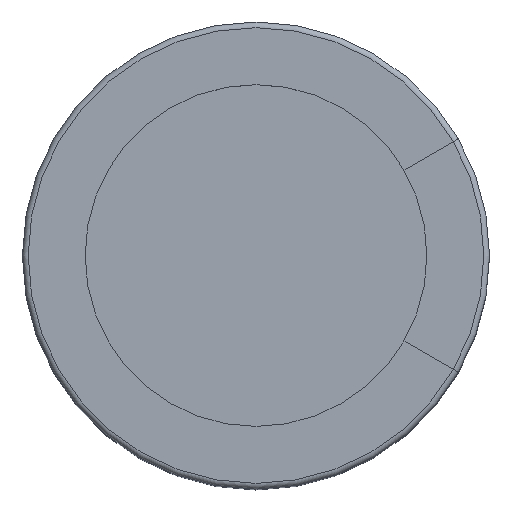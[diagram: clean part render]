
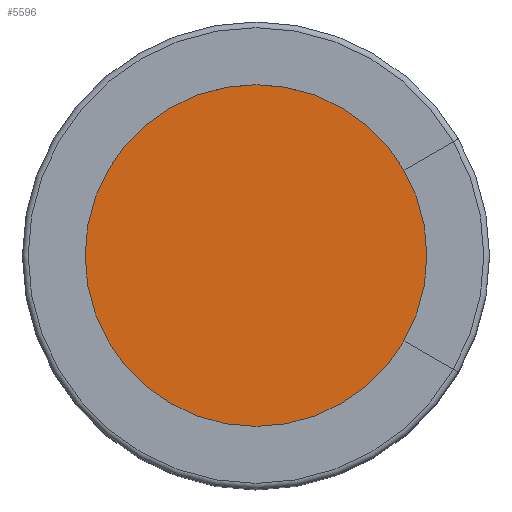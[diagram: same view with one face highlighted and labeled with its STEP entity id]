
A CAD part, top view. The second image highlights one B-rep face of the part: STEP entity #5596.
In plain terms, the highlighted planar face has unit normal (0, 0, 1).
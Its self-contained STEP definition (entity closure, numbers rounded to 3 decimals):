
#5395 = EDGE_CURVE('',#5396,#5396,#5398,.T.);
#5396 = VERTEX_POINT('',#5397);
#5397 = CARTESIAN_POINT('',(3.9,0.,11.3));
#5398 = SURFACE_CURVE('',#5399,(#5404,#5438),.PCURVE_S1.);
#5399 = CIRCLE('',#5400,3.9);
#5400 = AXIS2_PLACEMENT_3D('',#5401,#5402,#5403);
#5401 = CARTESIAN_POINT('',(0.,0.,11.3));
#5402 = DIRECTION('',(0.,0.,-1.));
#5403 = DIRECTION('',(-1.,0.,0.));
#5404 = PCURVE('',#5405,#5410);
#5405 = TOROIDAL_SURFACE('',#5406,3.9,0.1);
#5406 = AXIS2_PLACEMENT_3D('',#5407,#5408,#5409);
#5407 = CARTESIAN_POINT('',(0.,0.,11.2));
#5408 = DIRECTION('',(0.,0.,-1.));
#5409 = DIRECTION('',(-1.,0.,0.));
#5410 = DEFINITIONAL_REPRESENTATION('',(#5411),#5437);
#5411 = B_SPLINE_CURVE_WITH_KNOTS('',3,(#5412,#5413,#5414,#5415,#5416,
    #5417,#5418,#5419,#5420,#5421,#5422,#5423,#5424,#5425,#5426,#5427,
    #5428,#5429,#5430,#5431,#5432,#5433,#5434,#5435,#5436),
  .UNSPECIFIED.,.F.,.F.,(4,1,1,1,1,1,1,1,1,1,1,1,1,1,1,1,1,1,1,1,1,1,4),
  (3.142,3.427,3.713,3.998,
    4.284,4.57,4.855,5.141,
    5.426,5.712,5.998,6.283,
    6.569,6.854,7.14,7.426,
    7.711,7.997,8.282,8.568,
    8.854,9.139,9.425),.UNSPECIFIED.);
#5412 = CARTESIAN_POINT('',(3.142,4.712));
#5413 = CARTESIAN_POINT('',(3.237,4.712));
#5414 = CARTESIAN_POINT('',(3.427,4.712));
#5415 = CARTESIAN_POINT('',(3.713,4.712));
#5416 = CARTESIAN_POINT('',(3.998,4.712));
#5417 = CARTESIAN_POINT('',(4.284,4.712));
#5418 = CARTESIAN_POINT('',(4.57,4.712));
#5419 = CARTESIAN_POINT('',(4.855,4.712));
#5420 = CARTESIAN_POINT('',(5.141,4.712));
#5421 = CARTESIAN_POINT('',(5.426,4.712));
#5422 = CARTESIAN_POINT('',(5.712,4.712));
#5423 = CARTESIAN_POINT('',(5.998,4.712));
#5424 = CARTESIAN_POINT('',(6.283,4.712));
#5425 = CARTESIAN_POINT('',(6.569,4.712));
#5426 = CARTESIAN_POINT('',(6.854,4.712));
#5427 = CARTESIAN_POINT('',(7.14,4.712));
#5428 = CARTESIAN_POINT('',(7.426,4.712));
#5429 = CARTESIAN_POINT('',(7.711,4.712));
#5430 = CARTESIAN_POINT('',(7.997,4.712));
#5431 = CARTESIAN_POINT('',(8.282,4.712));
#5432 = CARTESIAN_POINT('',(8.568,4.712));
#5433 = CARTESIAN_POINT('',(8.854,4.712));
#5434 = CARTESIAN_POINT('',(9.139,4.712));
#5435 = CARTESIAN_POINT('',(9.33,4.712));
#5436 = CARTESIAN_POINT('',(9.425,4.712));
#5437 = ( GEOMETRIC_REPRESENTATION_CONTEXT(2) 
PARAMETRIC_REPRESENTATION_CONTEXT() REPRESENTATION_CONTEXT('2D SPACE',''
  ) );
#5438 = PCURVE('',#5439,#5444);
#5439 = PLANE('',#5440);
#5440 = AXIS2_PLACEMENT_3D('',#5441,#5442,#5443);
#5441 = CARTESIAN_POINT('',(0.,0.,11.3));
#5442 = DIRECTION('',(0.,0.,1.));
#5443 = DIRECTION('',(1.,0.,-0.));
#5444 = DEFINITIONAL_REPRESENTATION('',(#5445),#5453);
#5445 = ( BOUNDED_CURVE() B_SPLINE_CURVE(2,(#5446,#5447,#5448,#5449,
#5450,#5451,#5452),.UNSPECIFIED.,.T.,.F.) B_SPLINE_CURVE_WITH_KNOTS((1,2
    ,2,2,2,1),(-2.094,0.,2.094,4.189,
6.283,8.378),.UNSPECIFIED.) CURVE() 
GEOMETRIC_REPRESENTATION_ITEM() RATIONAL_B_SPLINE_CURVE((1.,0.5,1.,0.5,
1.,0.5,1.)) REPRESENTATION_ITEM('') );
#5446 = CARTESIAN_POINT('',(-3.9,0.));
#5447 = CARTESIAN_POINT('',(-3.9,6.755));
#5448 = CARTESIAN_POINT('',(1.95,3.377));
#5449 = CARTESIAN_POINT('',(7.8,0.));
#5450 = CARTESIAN_POINT('',(1.95,-3.377));
#5451 = CARTESIAN_POINT('',(-3.9,-6.755));
#5452 = CARTESIAN_POINT('',(-3.9,0.));
#5453 = ( GEOMETRIC_REPRESENTATION_CONTEXT(2) 
PARAMETRIC_REPRESENTATION_CONTEXT() REPRESENTATION_CONTEXT('2D SPACE',''
  ) );
#5596 = ADVANCED_FACE('',(#5597),#5439,.T.);
#5597 = FACE_BOUND('',#5598,.T.);
#5598 = EDGE_LOOP('',(#5599));
#5599 = ORIENTED_EDGE('',*,*,#5395,.F.);
